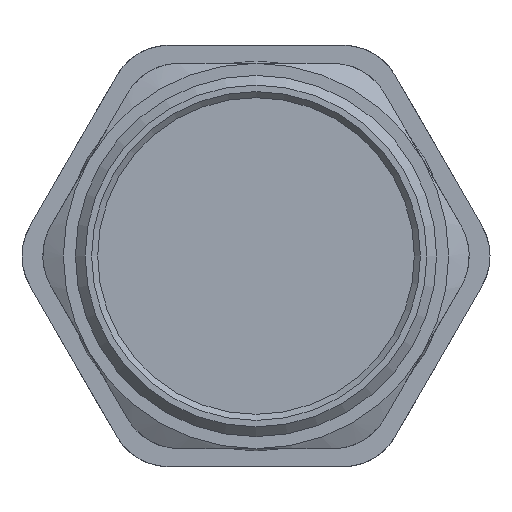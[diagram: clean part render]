
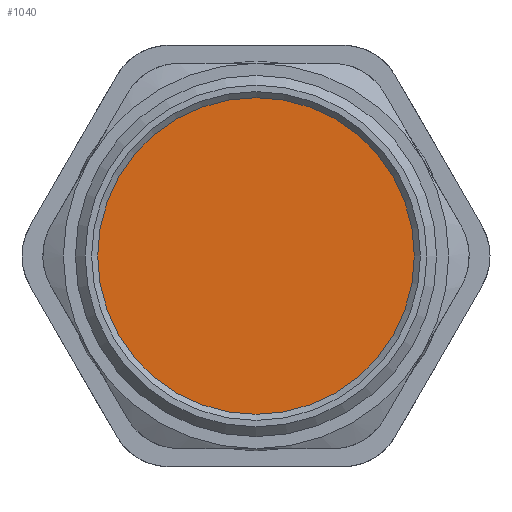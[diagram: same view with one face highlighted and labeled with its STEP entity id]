
A CAD part, front view. The second image highlights one B-rep face of the part: STEP entity #1040.
In plain terms, the highlighted planar face has unit normal (0, -1, 0).
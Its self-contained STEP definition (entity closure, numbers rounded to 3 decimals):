
#114=FACE_OUTER_BOUND('',#177,.T.);
#177=EDGE_LOOP('',(#660));
#365=CIRCLE('',#1133,13.15);
#409=VERTEX_POINT('',#1512);
#508=EDGE_CURVE('',#409,#409,#365,.T.);
#660=ORIENTED_EDGE('',*,*,#508,.F.);
#952=PLANE('',#1132);
#1040=ADVANCED_FACE('',(#114),#952,.F.);
#1132=AXIS2_PLACEMENT_3D('',#1511,#1248,#1249);
#1133=AXIS2_PLACEMENT_3D('',#1513,#1250,#1251);
#1248=DIRECTION('center_axis',(0.,1.,0.));
#1249=DIRECTION('ref_axis',(0.,0.,1.));
#1250=DIRECTION('center_axis',(0.,1.,0.));
#1251=DIRECTION('ref_axis',(0.,0.,-1.));
#1511=CARTESIAN_POINT('Origin',(-2.064,-12.724,0.));
#1512=CARTESIAN_POINT('',(-2.064,-12.724,13.15));
#1513=CARTESIAN_POINT('Origin',(-2.064,-12.724,0.));
